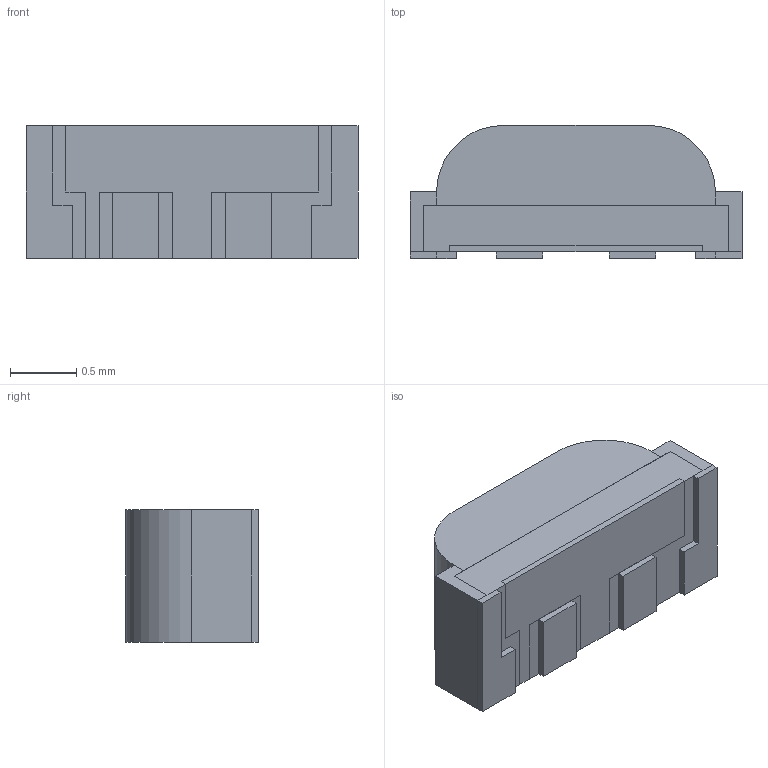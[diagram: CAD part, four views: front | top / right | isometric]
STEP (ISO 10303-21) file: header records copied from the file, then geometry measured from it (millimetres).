
FILE_DESCRIPTION((''),'2;1');
FILE_NAME('LED_AVAGO_HSMF-C113.stp','2010-09-29T13:35:48',(''),(''),'Mechanical Desktop 2010','Mechanical Desktop 2010',', , ');
FILE_SCHEMA(('AUTOMOTIVE_DESIGN { 1 2 10303 214 1 1 1 1 }'));
Length unit declared in the file: millimetre
Products named in the file (1): Product
Bounding box: 2.5 x 1 x 1 mm (x, y, z)
Volume: 2.1 mm3; surface area: 22.7 mm2
Topology: 12 solids, 12 shells, 117 faces, 322 edges, 284 vertices
Faces by surface type: plane 99, bspline 16, cylinder 2
Entity records: 3709 total; most frequent: CARTESIAN_POINT 724, ORIENTED_EDGE 540, DIRECTION 534, VECTOR 314, LINE 314, EDGE_CURVE 270, VERTEX_POINT 180, EDGE_LOOP 120
